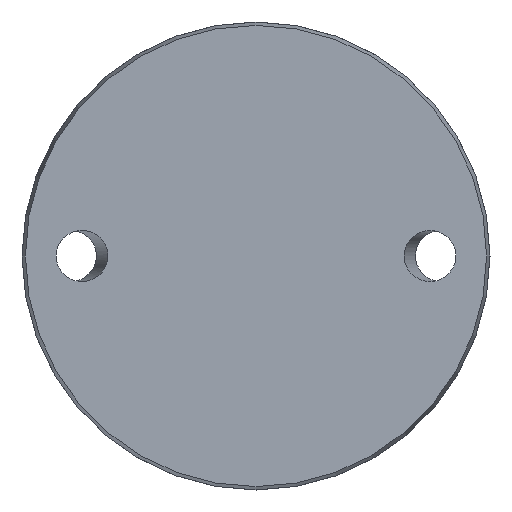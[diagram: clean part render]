
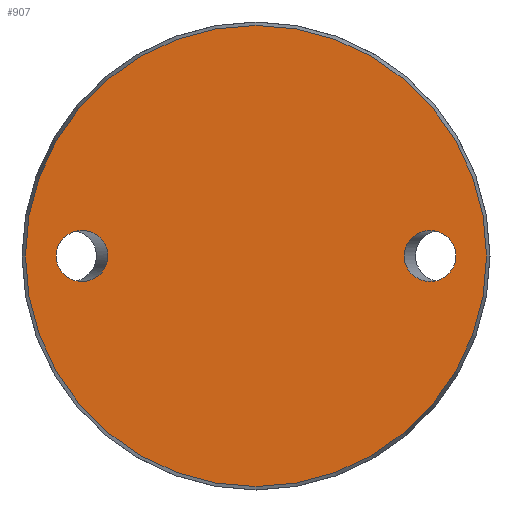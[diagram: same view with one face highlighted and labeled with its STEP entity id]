
A CAD part, front view. The second image highlights one B-rep face of the part: STEP entity #907.
In plain terms, the highlighted planar face has unit normal (0, -1, 0).
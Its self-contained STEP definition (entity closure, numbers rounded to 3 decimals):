
#30 = FACE_BOUND ( 'NONE', #804, .T. ) ;
#40 = CARTESIAN_POINT ( 'NONE',  ( 33.309, 0., -8.5 ) ) ;
#51 = CARTESIAN_POINT ( 'NONE',  ( 24.691, 0., -8.5 ) ) ;
#86 = CARTESIAN_POINT ( 'NONE',  ( -38.425, 0., 0. ) ) ;
#100 = PLANE ( 'NONE',  #475 ) ;
#127 = ORIENTED_EDGE ( 'NONE', *, *, #215, .F. ) ;
#128 = CARTESIAN_POINT ( 'NONE',  ( -33.309, 0., 8.5 ) ) ;
#132 = CARTESIAN_POINT ( 'NONE',  ( 0., 0., 0. ) ) ;
#181 = VERTEX_POINT ( 'NONE', #768 ) ;
#215 = EDGE_CURVE ( 'NONE', #181, #181, #636, .T. ) ;
#238 = ORIENTED_EDGE ( 'NONE', *, *, #939, .T. ) ;
#239 = FACE_OUTER_BOUND ( 'NONE', #349, .T. ) ;
#261 = CARTESIAN_POINT ( 'NONE',  ( -24.691, 0., 0. ) ) ;
#316 = DIRECTION ( 'NONE',  ( 0., 0., 1. ) ) ;
#330 = CARTESIAN_POINT ( 'NONE',  ( -33.309, 0., 0. ) ) ;
#333 = ORIENTED_EDGE ( 'NONE', *, *, #341, .T. ) ;
#341 = EDGE_CURVE ( 'NONE', #853, #853, #744, .T. ) ;
#343 = CARTESIAN_POINT ( 'NONE',  ( 33.309, 0., 8.5 ) ) ;
#349 = EDGE_LOOP ( 'NONE', ( #333 ) ) ;
#376 = AXIS2_PLACEMENT_3D ( 'NONE', #132, #576, #420 ) ;
#395 = CARTESIAN_POINT ( 'NONE',  ( 24.691, 0., 0. ) ) ;
#420 = DIRECTION ( 'NONE',  ( 0., 0., -1. ) ) ;
#472 = CARTESIAN_POINT ( 'NONE',  ( -24.691, 0., 8.5 ) ) ;
#475 = AXIS2_PLACEMENT_3D ( 'NONE', #86, #538, #316 ) ;
#477 = CARTESIAN_POINT ( 'NONE',  ( -33.309, 0., -8.5 ) ) ;
#479 = CARTESIAN_POINT ( 'NONE',  ( 33.309, 0., 0. ) ) ;
#484 = CARTESIAN_POINT ( 'NONE',  ( -33.309, 0., 0. ) ) ;
#538 = DIRECTION ( 'NONE',  ( 0., 1., 0. ) ) ;
#576 = DIRECTION ( 'NONE',  ( 0., -1., 0. ) ) ;
#621 = CARTESIAN_POINT ( 'NONE',  ( 24.691, 0., 0. ) ) ;
#636 =( BOUNDED_CURVE ( )  B_SPLINE_CURVE ( 3, ( #621, #51, #40, #479, #343, #761, #395 ),
 .UNSPECIFIED., .T., .F. ) 
 B_SPLINE_CURVE_WITH_KNOTS ( ( 4, 3, 4 ),
 ( 0., 3.142, 6.283 ),
 .UNSPECIFIED. ) 
 CURVE ( )  GEOMETRIC_REPRESENTATION_ITEM ( )  RATIONAL_B_SPLINE_CURVE ( ( 1., 0.333, 0.333, 1., 0.333, 0.333, 1. ) ) 
 REPRESENTATION_ITEM ( '' )  );
#706 = CARTESIAN_POINT ( 'NONE',  ( 0., 0., -38.425 ) ) ;
#730 =( BOUNDED_CURVE ( )  B_SPLINE_CURVE ( 3, ( #330, #128, #472, #261, #847, #477, #484 ),
 .UNSPECIFIED., .T., .F. ) 
 B_SPLINE_CURVE_WITH_KNOTS ( ( 4, 3, 4 ),
 ( 0., 3.142, 6.283 ),
 .UNSPECIFIED. ) 
 CURVE ( )  GEOMETRIC_REPRESENTATION_ITEM ( )  RATIONAL_B_SPLINE_CURVE ( ( 1., 0.333, 0.333, 1., 0.333, 0.333, 1. ) ) 
 REPRESENTATION_ITEM ( '' )  );
#744 = CIRCLE ( 'NONE', #376, 38.425 ) ;
#761 = CARTESIAN_POINT ( 'NONE',  ( 24.691, 0., 8.5 ) ) ;
#768 = CARTESIAN_POINT ( 'NONE',  ( 24.691, 0., 0. ) ) ;
#804 = EDGE_LOOP ( 'NONE', ( #127 ) ) ;
#813 = VERTEX_POINT ( 'NONE', #868 ) ;
#847 = CARTESIAN_POINT ( 'NONE',  ( -24.691, 0., -8.5 ) ) ;
#853 = VERTEX_POINT ( 'NONE', #706 ) ;
#868 = CARTESIAN_POINT ( 'NONE',  ( -33.309, 0., 0. ) ) ;
#898 = EDGE_LOOP ( 'NONE', ( #238 ) ) ;
#905 = FACE_BOUND ( 'NONE', #898, .T. ) ;
#907 = ADVANCED_FACE ( 'NONE', ( #905, #30, #239 ), #100, .F. ) ;
#939 = EDGE_CURVE ( 'NONE', #813, #813, #730, .T. ) ;
